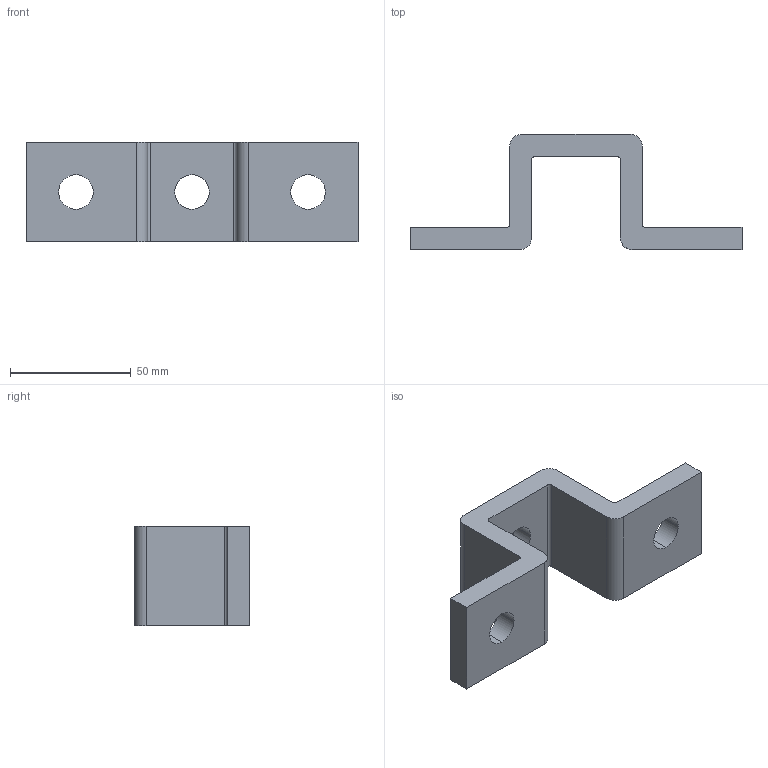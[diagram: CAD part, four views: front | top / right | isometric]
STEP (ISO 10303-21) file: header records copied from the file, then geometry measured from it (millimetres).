
FILE_DESCRIPTION(('TurboCAD Mac Pro'),'Build 980');
FILE_NAME('F50PU-2613.stp',' ',(''),(''),'ACIS Interop','IMSI','TurboCAD Mac Pro BY IMSI, INCORPORATED');
FILE_SCHEMA(('automotive_design'));
Length unit declared in the file: inch
Products named in the file (1): 1
Bounding box: 137.32 x 47.62 x 41.27 mm (x, y, z)
Volume: 75722 mm3; surface area: 22173.2 mm2
Topology: 1 solids, 1 shells, 34 faces, 96 edges, 64 vertices
Faces by surface type: bspline 20, plane 14
Entity records: 1540 total; most frequent: CARTESIAN_POINT 487, ORIENTED_EDGE 192, EDGE_CURVE 96, DIRECTION 86, VERTEX_POINT 64, LINE 56, VECTOR 56, EDGE_LOOP 40
